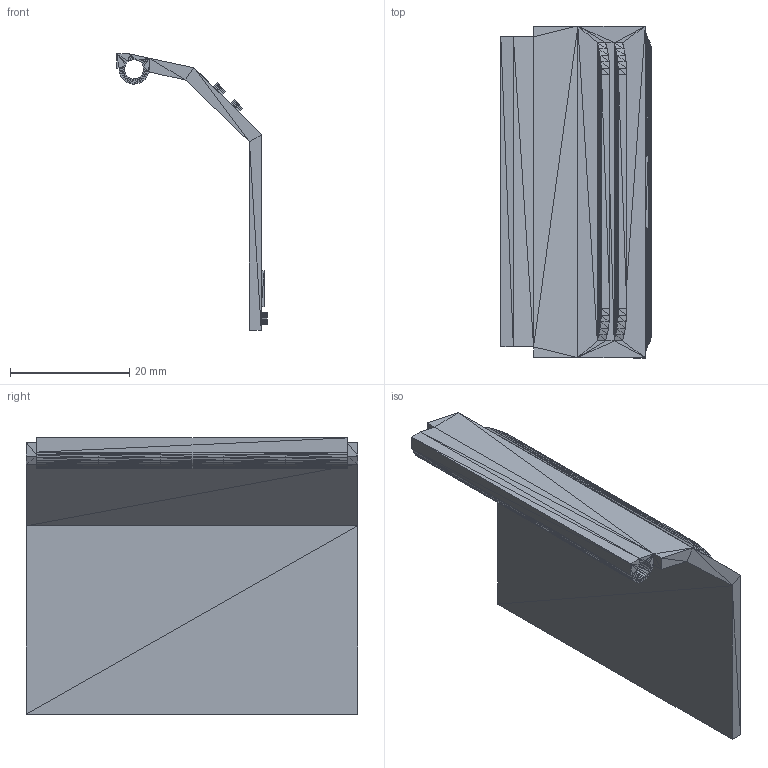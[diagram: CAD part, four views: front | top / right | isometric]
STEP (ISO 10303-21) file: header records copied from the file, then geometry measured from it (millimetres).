
FILE_DESCRIPTION((''),'2;1');
FILE_NAME('Back Cover', '2025-08-01T02:15:52', (''), (''), 'ImageToStl.com STEP Converter','', '');
FILE_SCHEMA(('AUTOMOTIVE_DESIGN_CC2'));
Length unit declared in the file: metre
Products named in the file (1): product0
Bounding box: 25.23 x 55.6 x 46.32 mm (x, y, z)
Surface area: 8146.9 mm2 (no closed solid volume)
Topology: 0 solids, 2216 shells, 2216 faces, 6648 edges, 1108 vertices
Faces by surface type: plane 2216
Entity records: 53219 total; most frequent: DIRECTION 11082, ORIENTED_EDGE 6648, EDGE_CURVE 6648, LINE 6648, VECTOR 6648, AXIS2_PLACEMENT_3D 2217, STYLED_ITEM 2217, FACE_SURFACE 2216
